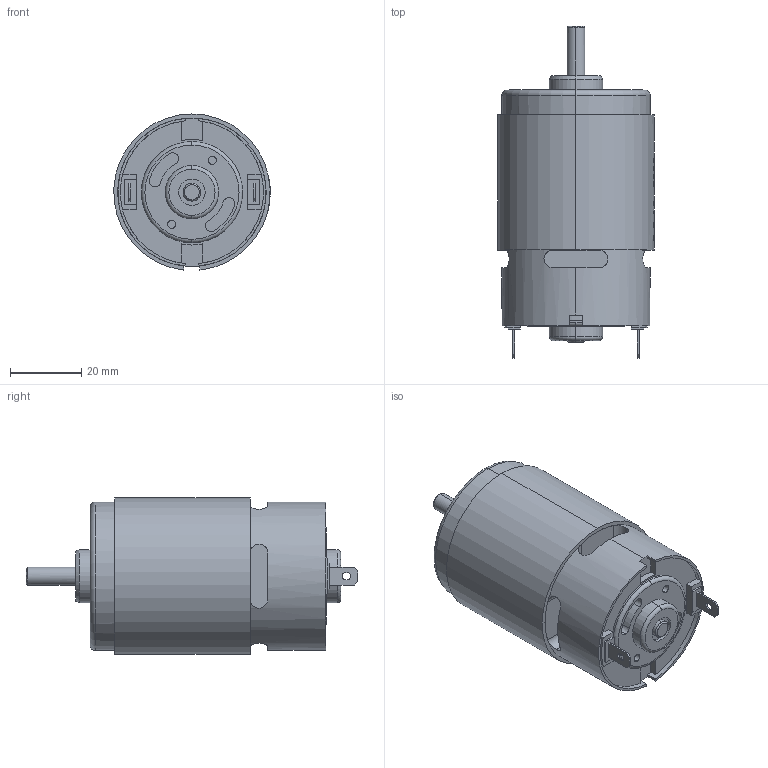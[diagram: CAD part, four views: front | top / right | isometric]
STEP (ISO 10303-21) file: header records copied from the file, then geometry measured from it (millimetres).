
FILE_DESCRIPTION (( 'STEP AP203' ), '1' );
FILE_NAME ('RS775.STEP', '2023-12-18T05:37:03', ( '' ), ( '' ), 'SwSTEP 2.0', 'SolidWorks 2022', '' );
FILE_SCHEMA (( 'CONFIG_CONTROL_DESIGN' ));
Length unit declared in the file: millimetre
Products named in the file (1): RS775
Bounding box: 43.97 x 93.35 x 43.88 mm (x, y, z)
Volume: 90237.4 mm3; surface area: 26989.9 mm2
Topology: 2 solids, 3 shells, 454 faces, 1172 edges, 776 vertices
Faces by surface type: plane 182, bspline 142, cylinder 122, torus 6, cone 2
Entity records: 21685 total; most frequent: CARTESIAN_POINT 11439, ORIENTED_EDGE 2344, DIRECTION 1696, EDGE_CURVE 1172, VERTEX_POINT 776, VECTOR 566, LINE 566, AXIS2_PLACEMENT_3D 565
